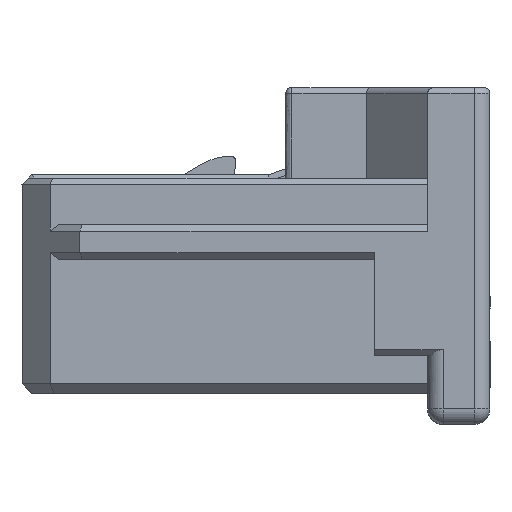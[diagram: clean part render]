
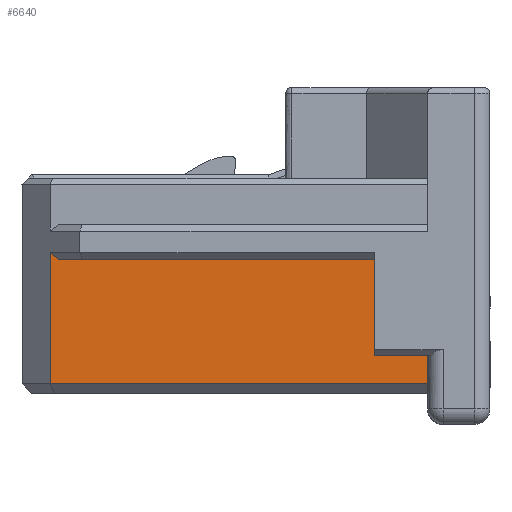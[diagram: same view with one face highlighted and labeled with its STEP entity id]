
A CAD part, left-side view. The second image highlights one B-rep face of the part: STEP entity #6640.
In plain terms, the highlighted planar face has unit normal (-1, 0, 0).
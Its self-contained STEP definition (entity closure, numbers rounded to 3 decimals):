
#35=CARTESIAN_POINT('',(-19.,3.7,1.2));
#36=VERTEX_POINT('',#35);
#37=CARTESIAN_POINT('',(-19.,2.,1.2));
#38=VERTEX_POINT('',#37);
#39=CARTESIAN_POINT('',(-19.,3.7,1.2));
#40=DIRECTION('',(0.,-1.,0.));
#41=VECTOR('',#40,1.7);
#42=LINE('',#39,#41);
#43=EDGE_CURVE('',#36,#38,#42,.T.);
#116=CARTESIAN_POINT('',(-19.,3.7,4.3));
#117=VERTEX_POINT('',#116);
#134=CARTESIAN_POINT('',(-19.,13.817,4.3));
#135=VERTEX_POINT('',#134);
#142=CARTESIAN_POINT('',(-19.,13.817,4.3));
#143=DIRECTION('',(0.,-1.,0.));
#144=VECTOR('',#143,10.117);
#145=LINE('',#142,#144);
#146=EDGE_CURVE('',#135,#117,#145,.T.);
#156=CARTESIAN_POINT('',(-19.,14.1,0.3));
#157=VERTEX_POINT('',#156);
#174=CARTESIAN_POINT('',(-19.,2.,0.3));
#175=VERTEX_POINT('',#174);
#182=CARTESIAN_POINT('',(-19.,2.,0.3));
#183=DIRECTION('',(0.,1.,0.));
#184=VECTOR('',#183,12.1);
#185=LINE('',#182,#184);
#186=EDGE_CURVE('',#175,#157,#185,.T.);
#6604=CARTESIAN_POINT('',(-19.,8.05,2.25));
#6605=DIRECTION('',(0.,-1.,0.));
#6606=DIRECTION('',(-1.,0.,0.));
#6607=AXIS2_PLACEMENT_3D('',#6604,#6606,#6605);
#6608=PLANE('',#6607);
#6609=ORIENTED_EDGE('',*,*,#186,.F.);
#6610=CARTESIAN_POINT('',(-19.,2.,0.3));
#6611=DIRECTION('',(0.,0.,1.));
#6612=VECTOR('',#6611,0.9);
#6613=LINE('',#6610,#6612);
#6614=EDGE_CURVE('',#175,#38,#6613,.T.);
#6615=ORIENTED_EDGE('',*,*,#6614,.T.);
#6616=ORIENTED_EDGE('',*,*,#43,.F.);
#6617=CARTESIAN_POINT('',(-19.,3.7,1.2));
#6618=DIRECTION('',(0.,0.,1.));
#6619=VECTOR('',#6618,3.1);
#6620=LINE('',#6617,#6619);
#6621=EDGE_CURVE('',#36,#117,#6620,.T.);
#6622=ORIENTED_EDGE('',*,*,#6621,.T.);
#6623=ORIENTED_EDGE('',*,*,#146,.F.);
#6624=CARTESIAN_POINT('',(-19.,14.1,4.5));
#6625=VERTEX_POINT('',#6624);
#6626=CARTESIAN_POINT('',(-19.,13.817,4.3));
#6627=DIRECTION('',(0.,0.816,0.577));
#6628=VECTOR('',#6627,0.346);
#6629=LINE('',#6626,#6628);
#6630=EDGE_CURVE('',#135,#6625,#6629,.T.);
#6631=ORIENTED_EDGE('',*,*,#6630,.T.);
#6632=CARTESIAN_POINT('',(-19.,14.1,4.5));
#6633=DIRECTION('',(0.,0.,-1.));
#6634=VECTOR('',#6633,4.2);
#6635=LINE('',#6632,#6634);
#6636=EDGE_CURVE('',#6625,#157,#6635,.T.);
#6637=ORIENTED_EDGE('',*,*,#6636,.T.);
#6638=EDGE_LOOP('',(#6609,#6615,#6616,#6622,#6623,#6631,#6637));
#6639=FACE_OUTER_BOUND('',#6638,.T.);
#6640=ADVANCED_FACE('',(#6639),#6608,.T.);
